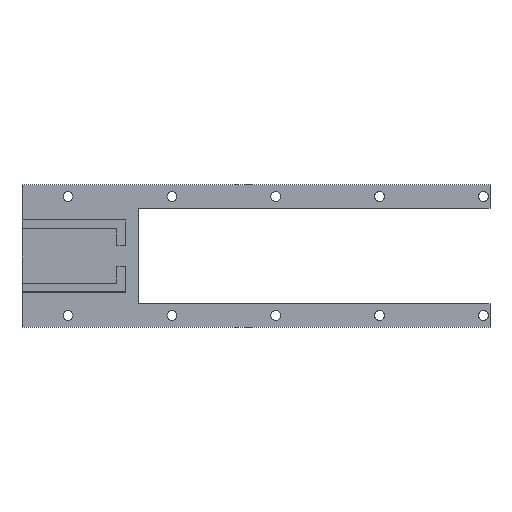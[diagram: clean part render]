
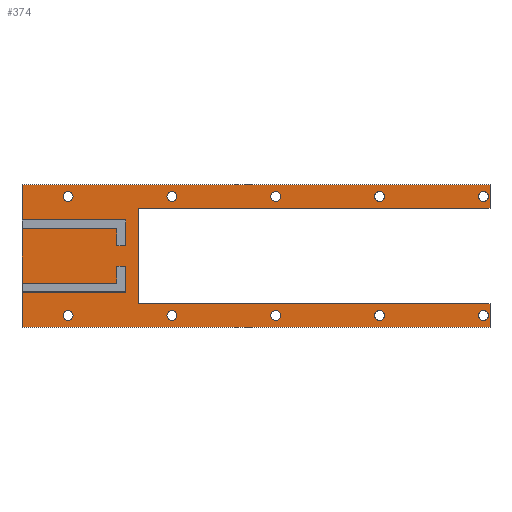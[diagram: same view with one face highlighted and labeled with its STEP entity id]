
A CAD part, top view. The second image highlights one B-rep face of the part: STEP entity #374.
In plain terms, the highlighted planar face has unit normal (0, 0, 1).
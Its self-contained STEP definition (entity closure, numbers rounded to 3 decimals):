
#24 = VERTEX_POINT('',#25);
#25 = CARTESIAN_POINT('',(2.,21.876,15.074));
#31 = EDGE_CURVE('',#24,#32,#34,.T.);
#32 = VERTEX_POINT('',#33);
#33 = CARTESIAN_POINT('',(162.293,21.876,15.074));
#34 = LINE('',#35,#36);
#35 = CARTESIAN_POINT('',(2.,21.876,15.074));
#36 = VECTOR('',#37,1.);
#37 = DIRECTION('',(1.,0.,0.));
#64 = VERTEX_POINT('',#65);
#65 = CARTESIAN_POINT('',(2.,70.643,15.074));
#78 = EDGE_CURVE('',#79,#24,#81,.T.);
#79 = VERTEX_POINT('',#80);
#80 = CARTESIAN_POINT('',(2.,33.925,15.074));
#81 = LINE('',#82,#83);
#82 = CARTESIAN_POINT('',(2.,70.643,15.074));
#83 = VECTOR('',#84,1.);
#84 = DIRECTION('',(0.,-1.,0.));
#103 = VERTEX_POINT('',#104);
#104 = CARTESIAN_POINT('',(2.,36.925,15.074));
#110 = EDGE_CURVE('',#111,#103,#113,.T.);
#111 = VERTEX_POINT('',#112);
#112 = CARTESIAN_POINT('',(2.,55.594,15.074));
#113 = LINE('',#114,#115);
#114 = CARTESIAN_POINT('',(2.,70.643,15.074));
#115 = VECTOR('',#116,1.);
#116 = DIRECTION('',(0.,-1.,0.));
#135 = VERTEX_POINT('',#136);
#136 = CARTESIAN_POINT('',(2.,58.594,15.074));
#142 = EDGE_CURVE('',#64,#135,#143,.T.);
#143 = LINE('',#144,#145);
#144 = CARTESIAN_POINT('',(2.,70.643,15.074));
#145 = VECTOR('',#146,1.);
#146 = DIRECTION('',(0.,-1.,0.));
#157 = EDGE_CURVE('',#32,#158,#160,.T.);
#158 = VERTEX_POINT('',#159);
#159 = CARTESIAN_POINT('',(162.293,29.876,15.074));
#160 = LINE('',#161,#162);
#161 = CARTESIAN_POINT('',(162.293,21.876,15.074));
#162 = VECTOR('',#163,1.);
#163 = DIRECTION('',(0.,1.,0.));
#374 = ADVANCED_FACE('',(#375,#496,#507,#518,#529,#540,#551,#562,#573,
    #584,#595),#606,.T.);
#375 = FACE_BOUND('',#376,.T.);
#376 = EDGE_LOOP('',(#377,#385,#386,#394,#402,#410,#418,#424,#425,#433,
    #441,#449,#457,#463,#464,#465,#466,#474,#482,#490));
#377 = ORIENTED_EDGE('',*,*,#378,.T.);
#378 = EDGE_CURVE('',#379,#64,#381,.T.);
#379 = VERTEX_POINT('',#380);
#380 = CARTESIAN_POINT('',(162.293,70.643,15.074));
#381 = LINE('',#382,#383);
#382 = CARTESIAN_POINT('',(162.293,70.643,15.074));
#383 = VECTOR('',#384,1.);
#384 = DIRECTION('',(-1.,0.,0.));
#385 = ORIENTED_EDGE('',*,*,#142,.T.);
#386 = ORIENTED_EDGE('',*,*,#387,.T.);
#387 = EDGE_CURVE('',#135,#388,#390,.T.);
#388 = VERTEX_POINT('',#389);
#389 = CARTESIAN_POINT('',(37.47,58.594,15.074));
#390 = LINE('',#391,#392);
#391 = CARTESIAN_POINT('',(2.,58.594,15.074));
#392 = VECTOR('',#393,1.);
#393 = DIRECTION('',(1.,0.,0.));
#394 = ORIENTED_EDGE('',*,*,#395,.T.);
#395 = EDGE_CURVE('',#388,#396,#398,.T.);
#396 = VERTEX_POINT('',#397);
#397 = CARTESIAN_POINT('',(37.47,49.815,15.074));
#398 = LINE('',#399,#400);
#399 = CARTESIAN_POINT('',(37.47,58.594,15.074));
#400 = VECTOR('',#401,1.);
#401 = DIRECTION('',(0.,-1.,0.));
#402 = ORIENTED_EDGE('',*,*,#403,.T.);
#403 = EDGE_CURVE('',#396,#404,#406,.T.);
#404 = VERTEX_POINT('',#405);
#405 = CARTESIAN_POINT('',(34.47,49.815,15.074));
#406 = LINE('',#407,#408);
#407 = CARTESIAN_POINT('',(37.47,49.815,15.074));
#408 = VECTOR('',#409,1.);
#409 = DIRECTION('',(-1.,0.,0.));
#410 = ORIENTED_EDGE('',*,*,#411,.T.);
#411 = EDGE_CURVE('',#404,#412,#414,.T.);
#412 = VERTEX_POINT('',#413);
#413 = CARTESIAN_POINT('',(34.47,55.594,15.074));
#414 = LINE('',#415,#416);
#415 = CARTESIAN_POINT('',(34.47,49.815,15.074));
#416 = VECTOR('',#417,1.);
#417 = DIRECTION('',(0.,1.,0.));
#418 = ORIENTED_EDGE('',*,*,#419,.T.);
#419 = EDGE_CURVE('',#412,#111,#420,.T.);
#420 = LINE('',#421,#422);
#421 = CARTESIAN_POINT('',(34.47,55.594,15.074));
#422 = VECTOR('',#423,1.);
#423 = DIRECTION('',(-1.,0.,0.));
#424 = ORIENTED_EDGE('',*,*,#110,.T.);
#425 = ORIENTED_EDGE('',*,*,#426,.T.);
#426 = EDGE_CURVE('',#103,#427,#429,.T.);
#427 = VERTEX_POINT('',#428);
#428 = CARTESIAN_POINT('',(34.47,36.925,15.074));
#429 = LINE('',#430,#431);
#430 = CARTESIAN_POINT('',(2.,36.925,15.074));
#431 = VECTOR('',#432,1.);
#432 = DIRECTION('',(1.,0.,0.));
#433 = ORIENTED_EDGE('',*,*,#434,.T.);
#434 = EDGE_CURVE('',#427,#435,#437,.T.);
#435 = VERTEX_POINT('',#436);
#436 = CARTESIAN_POINT('',(34.47,42.703,15.074));
#437 = LINE('',#438,#439);
#438 = CARTESIAN_POINT('',(34.47,36.925,15.074));
#439 = VECTOR('',#440,1.);
#440 = DIRECTION('',(0.,1.,0.));
#441 = ORIENTED_EDGE('',*,*,#442,.T.);
#442 = EDGE_CURVE('',#435,#443,#445,.T.);
#443 = VERTEX_POINT('',#444);
#444 = CARTESIAN_POINT('',(37.47,42.703,15.074));
#445 = LINE('',#446,#447);
#446 = CARTESIAN_POINT('',(34.47,42.703,15.074));
#447 = VECTOR('',#448,1.);
#448 = DIRECTION('',(1.,0.,0.));
#449 = ORIENTED_EDGE('',*,*,#450,.T.);
#450 = EDGE_CURVE('',#443,#451,#453,.T.);
#451 = VERTEX_POINT('',#452);
#452 = CARTESIAN_POINT('',(37.47,33.925,15.074));
#453 = LINE('',#454,#455);
#454 = CARTESIAN_POINT('',(37.47,42.703,15.074));
#455 = VECTOR('',#456,1.);
#456 = DIRECTION('',(0.,-1.,0.));
#457 = ORIENTED_EDGE('',*,*,#458,.T.);
#458 = EDGE_CURVE('',#451,#79,#459,.T.);
#459 = LINE('',#460,#461);
#460 = CARTESIAN_POINT('',(37.47,33.925,15.074));
#461 = VECTOR('',#462,1.);
#462 = DIRECTION('',(-1.,0.,0.));
#463 = ORIENTED_EDGE('',*,*,#78,.T.);
#464 = ORIENTED_EDGE('',*,*,#31,.T.);
#465 = ORIENTED_EDGE('',*,*,#157,.T.);
#466 = ORIENTED_EDGE('',*,*,#467,.T.);
#467 = EDGE_CURVE('',#158,#468,#470,.T.);
#468 = VERTEX_POINT('',#469);
#469 = CARTESIAN_POINT('',(42.,29.876,15.074));
#470 = LINE('',#471,#472);
#471 = CARTESIAN_POINT('',(162.293,29.876,15.074));
#472 = VECTOR('',#473,1.);
#473 = DIRECTION('',(-1.,0.,0.));
#474 = ORIENTED_EDGE('',*,*,#475,.T.);
#475 = EDGE_CURVE('',#468,#476,#478,.T.);
#476 = VERTEX_POINT('',#477);
#477 = CARTESIAN_POINT('',(42.,62.643,15.074));
#478 = LINE('',#479,#480);
#479 = CARTESIAN_POINT('',(42.,29.876,15.074));
#480 = VECTOR('',#481,1.);
#481 = DIRECTION('',(0.,1.,0.));
#482 = ORIENTED_EDGE('',*,*,#483,.T.);
#483 = EDGE_CURVE('',#476,#484,#486,.T.);
#484 = VERTEX_POINT('',#485);
#485 = CARTESIAN_POINT('',(162.293,62.643,15.074));
#486 = LINE('',#487,#488);
#487 = CARTESIAN_POINT('',(42.,62.643,15.074));
#488 = VECTOR('',#489,1.);
#489 = DIRECTION('',(1.,0.,0.));
#490 = ORIENTED_EDGE('',*,*,#491,.T.);
#491 = EDGE_CURVE('',#484,#379,#492,.T.);
#492 = LINE('',#493,#494);
#493 = CARTESIAN_POINT('',(162.293,62.643,15.074));
#494 = VECTOR('',#495,1.);
#495 = DIRECTION('',(0.,1.,0.));
#496 = FACE_BOUND('',#497,.T.);
#497 = EDGE_LOOP('',(#498));
#498 = ORIENTED_EDGE('',*,*,#499,.T.);
#499 = EDGE_CURVE('',#500,#500,#502,.T.);
#500 = VERTEX_POINT('',#501);
#501 = CARTESIAN_POINT('',(19.48,25.876,15.074));
#502 = CIRCLE('',#503,1.7);
#503 = AXIS2_PLACEMENT_3D('',#504,#505,#506);
#504 = CARTESIAN_POINT('',(17.78,25.876,15.074));
#505 = DIRECTION('',(0.,0.,-1.));
#506 = DIRECTION('',(1.,0.,0.));
#507 = FACE_BOUND('',#508,.T.);
#508 = EDGE_LOOP('',(#509));
#509 = ORIENTED_EDGE('',*,*,#510,.T.);
#510 = EDGE_CURVE('',#511,#511,#513,.T.);
#511 = VERTEX_POINT('',#512);
#512 = CARTESIAN_POINT('',(55.04,25.876,15.074));
#513 = CIRCLE('',#514,1.7);
#514 = AXIS2_PLACEMENT_3D('',#515,#516,#517);
#515 = CARTESIAN_POINT('',(53.34,25.876,15.074));
#516 = DIRECTION('',(0.,0.,-1.));
#517 = DIRECTION('',(1.,0.,0.));
#518 = FACE_BOUND('',#519,.T.);
#519 = EDGE_LOOP('',(#520));
#520 = ORIENTED_EDGE('',*,*,#521,.T.);
#521 = EDGE_CURVE('',#522,#522,#524,.T.);
#522 = VERTEX_POINT('',#523);
#523 = CARTESIAN_POINT('',(90.6,25.876,15.074));
#524 = CIRCLE('',#525,1.7);
#525 = AXIS2_PLACEMENT_3D('',#526,#527,#528);
#526 = CARTESIAN_POINT('',(88.9,25.876,15.074));
#527 = DIRECTION('',(0.,0.,-1.));
#528 = DIRECTION('',(1.,0.,0.));
#529 = FACE_BOUND('',#530,.T.);
#530 = EDGE_LOOP('',(#531));
#531 = ORIENTED_EDGE('',*,*,#532,.T.);
#532 = EDGE_CURVE('',#533,#533,#535,.T.);
#533 = VERTEX_POINT('',#534);
#534 = CARTESIAN_POINT('',(126.16,25.876,15.074));
#535 = CIRCLE('',#536,1.7);
#536 = AXIS2_PLACEMENT_3D('',#537,#538,#539);
#537 = CARTESIAN_POINT('',(124.46,25.876,15.074));
#538 = DIRECTION('',(0.,0.,-1.));
#539 = DIRECTION('',(1.,0.,0.));
#540 = FACE_BOUND('',#541,.T.);
#541 = EDGE_LOOP('',(#542));
#542 = ORIENTED_EDGE('',*,*,#543,.T.);
#543 = EDGE_CURVE('',#544,#544,#546,.T.);
#544 = VERTEX_POINT('',#545);
#545 = CARTESIAN_POINT('',(161.72,25.876,15.074));
#546 = CIRCLE('',#547,1.7);
#547 = AXIS2_PLACEMENT_3D('',#548,#549,#550);
#548 = CARTESIAN_POINT('',(160.02,25.876,15.074));
#549 = DIRECTION('',(0.,0.,-1.));
#550 = DIRECTION('',(1.,0.,0.));
#551 = FACE_BOUND('',#552,.T.);
#552 = EDGE_LOOP('',(#553));
#553 = ORIENTED_EDGE('',*,*,#554,.T.);
#554 = EDGE_CURVE('',#555,#555,#557,.T.);
#555 = VERTEX_POINT('',#556);
#556 = CARTESIAN_POINT('',(19.48,66.643,15.074));
#557 = CIRCLE('',#558,1.7);
#558 = AXIS2_PLACEMENT_3D('',#559,#560,#561);
#559 = CARTESIAN_POINT('',(17.78,66.643,15.074));
#560 = DIRECTION('',(0.,0.,-1.));
#561 = DIRECTION('',(1.,0.,0.));
#562 = FACE_BOUND('',#563,.T.);
#563 = EDGE_LOOP('',(#564));
#564 = ORIENTED_EDGE('',*,*,#565,.T.);
#565 = EDGE_CURVE('',#566,#566,#568,.T.);
#566 = VERTEX_POINT('',#567);
#567 = CARTESIAN_POINT('',(55.04,66.643,15.074));
#568 = CIRCLE('',#569,1.7);
#569 = AXIS2_PLACEMENT_3D('',#570,#571,#572);
#570 = CARTESIAN_POINT('',(53.34,66.643,15.074));
#571 = DIRECTION('',(0.,0.,-1.));
#572 = DIRECTION('',(1.,0.,0.));
#573 = FACE_BOUND('',#574,.T.);
#574 = EDGE_LOOP('',(#575));
#575 = ORIENTED_EDGE('',*,*,#576,.T.);
#576 = EDGE_CURVE('',#577,#577,#579,.T.);
#577 = VERTEX_POINT('',#578);
#578 = CARTESIAN_POINT('',(90.6,66.643,15.074));
#579 = CIRCLE('',#580,1.7);
#580 = AXIS2_PLACEMENT_3D('',#581,#582,#583);
#581 = CARTESIAN_POINT('',(88.9,66.643,15.074));
#582 = DIRECTION('',(0.,0.,-1.));
#583 = DIRECTION('',(1.,0.,0.));
#584 = FACE_BOUND('',#585,.T.);
#585 = EDGE_LOOP('',(#586));
#586 = ORIENTED_EDGE('',*,*,#587,.T.);
#587 = EDGE_CURVE('',#588,#588,#590,.T.);
#588 = VERTEX_POINT('',#589);
#589 = CARTESIAN_POINT('',(126.16,66.643,15.074));
#590 = CIRCLE('',#591,1.7);
#591 = AXIS2_PLACEMENT_3D('',#592,#593,#594);
#592 = CARTESIAN_POINT('',(124.46,66.643,15.074));
#593 = DIRECTION('',(0.,0.,-1.));
#594 = DIRECTION('',(1.,0.,0.));
#595 = FACE_BOUND('',#596,.T.);
#596 = EDGE_LOOP('',(#597));
#597 = ORIENTED_EDGE('',*,*,#598,.T.);
#598 = EDGE_CURVE('',#599,#599,#601,.T.);
#599 = VERTEX_POINT('',#600);
#600 = CARTESIAN_POINT('',(161.72,66.643,15.074));
#601 = CIRCLE('',#602,1.7);
#602 = AXIS2_PLACEMENT_3D('',#603,#604,#605);
#603 = CARTESIAN_POINT('',(160.02,66.643,15.074));
#604 = DIRECTION('',(0.,0.,-1.));
#605 = DIRECTION('',(1.,0.,0.));
#606 = PLANE('',#607);
#607 = AXIS2_PLACEMENT_3D('',#608,#609,#610);
#608 = CARTESIAN_POINT('',(83.468,46.26,15.074));
#609 = DIRECTION('',(0.,0.,1.));
#610 = DIRECTION('',(1.,0.,0.));
